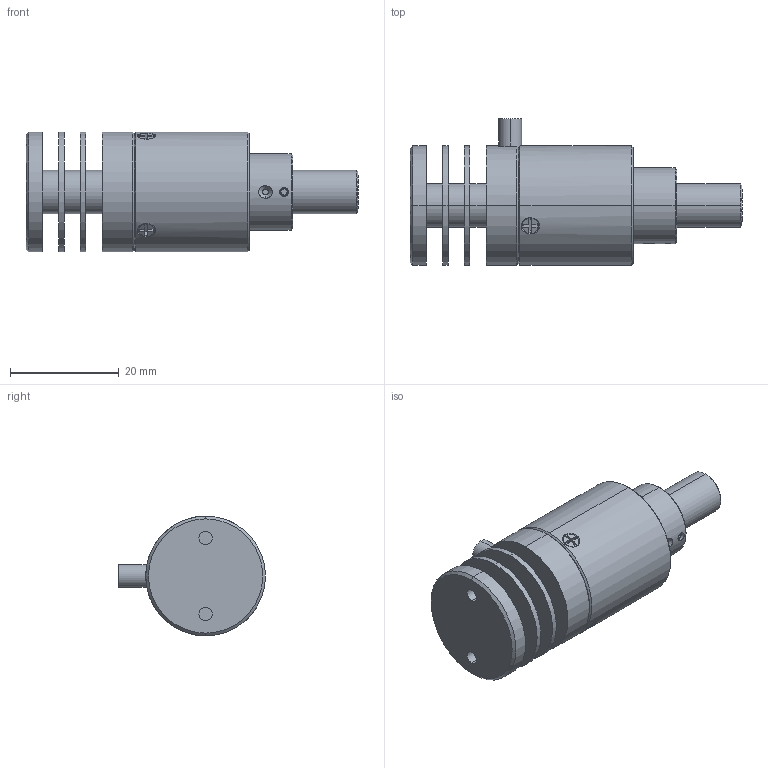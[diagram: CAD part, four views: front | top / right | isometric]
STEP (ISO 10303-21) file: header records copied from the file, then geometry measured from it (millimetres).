
FILE_DESCRIPTION (( 'STEP AP214' ), '1' );
FILE_NAME ('21875.step', '2022-08-25T15:43:30', ( '' ), ( '' ), 'SwSTEP 2.0', 'SolidWorks 2021', '' );
FILE_SCHEMA (( 'AUTOMOTIVE_DESIGN' ));
Length unit declared in the file: inch
Products named in the file (1): 21875
Bounding box: 61 x 27 x 22 mm (x, y, z)
Volume: 14450.4 mm3; surface area: 6026.7 mm2
Topology: 1 solids, 1 shells, 129 faces, 307 edges, 198 vertices
Faces by surface type: plane 69, cylinder 36, cone 24
Entity records: 3982 total; most frequent: CARTESIAN_POINT 870, DIRECTION 647, ORIENTED_EDGE 614, EDGE_CURVE 307, AXIS2_PLACEMENT_3D 225, VERTEX_POINT 198, VECTOR 197, LINE 197
